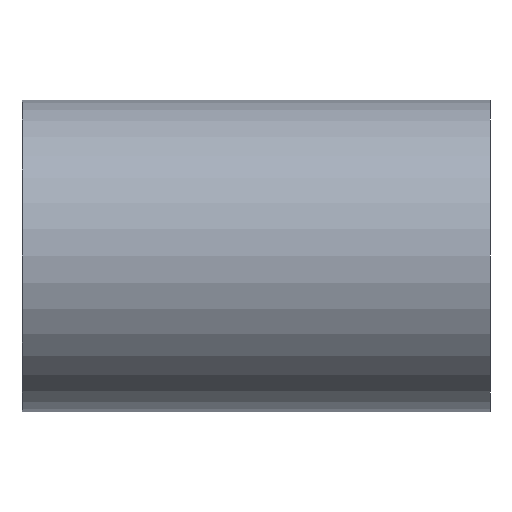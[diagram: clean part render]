
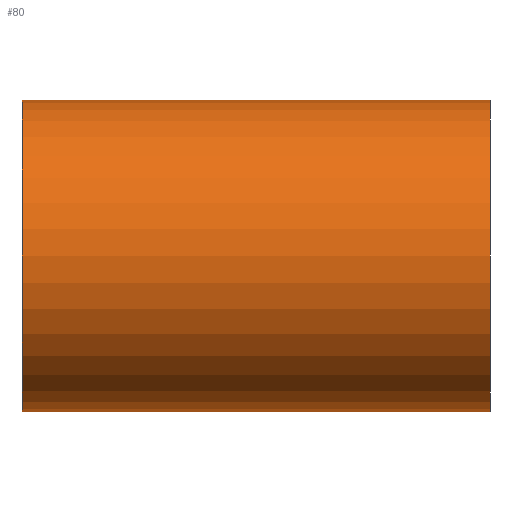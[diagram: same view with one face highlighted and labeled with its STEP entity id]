
A CAD part, front view. The second image highlights one B-rep face of the part: STEP entity #80.
In plain terms, the highlighted cylindrical face has radius 13.65 mm (diameter 27.3 mm), a partial arc.
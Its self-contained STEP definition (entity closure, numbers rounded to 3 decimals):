
#6 = AXIS2_PLACEMENT_3D ( 'NONE', #98, #167, #97 ) ;
#17 = ORIENTED_EDGE ( 'NONE', *, *, #132, .F. ) ;
#18 = EDGE_CURVE ( 'NONE', #106, #74, #145, .T. ) ;
#21 = CARTESIAN_POINT ( 'NONE',  ( 20.5, 0., 0. ) ) ;
#23 = CYLINDRICAL_SURFACE ( 'NONE', #6, 13.65 ) ;
#26 = VECTOR ( 'NONE', #194, 1000. ) ;
#27 = ORIENTED_EDGE ( 'NONE', *, *, #18, .F. ) ;
#31 = CARTESIAN_POINT ( 'NONE',  ( -20.5, 0., -13.65 ) ) ;
#40 = DIRECTION ( 'NONE',  ( 0., 0., 1. ) ) ;
#47 = FACE_OUTER_BOUND ( 'NONE', #178, .T. ) ;
#56 = VECTOR ( 'NONE', #66, 1000. ) ;
#66 = DIRECTION ( 'NONE',  ( -1., 0., 0. ) ) ;
#72 = CARTESIAN_POINT ( 'NONE',  ( -20.5, 0., 0. ) ) ;
#74 = VERTEX_POINT ( 'NONE', #31 ) ;
#80 = ADVANCED_FACE ( 'NONE', ( #47 ), #23, .T. ) ;
#81 = CARTESIAN_POINT ( 'NONE',  ( -20.5, 0., -13.65 ) ) ;
#84 = CARTESIAN_POINT ( 'NONE',  ( 20.5, 0., 13.65 ) ) ;
#90 = CIRCLE ( 'NONE', #174, 13.65 ) ;
#95 = VERTEX_POINT ( 'NONE', #84 ) ;
#97 = DIRECTION ( 'NONE',  ( 0., 0., 1. ) ) ;
#98 = CARTESIAN_POINT ( 'NONE',  ( -20.5, 0., 0. ) ) ;
#104 = CIRCLE ( 'NONE', #122, 13.65 ) ;
#106 = VERTEX_POINT ( 'NONE', #111 ) ;
#108 = EDGE_CURVE ( 'NONE', #106, #95, #90, .T. ) ;
#109 = VERTEX_POINT ( 'NONE', #141 ) ;
#111 = CARTESIAN_POINT ( 'NONE',  ( 20.5, 0., -13.65 ) ) ;
#119 = DIRECTION ( 'NONE',  ( -1., 0., 0. ) ) ;
#121 = EDGE_CURVE ( 'NONE', #95, #109, #127, .T. ) ;
#122 = AXIS2_PLACEMENT_3D ( 'NONE', #72, #119, #40 ) ;
#127 = LINE ( 'NONE', #181, #26 ) ;
#131 = DIRECTION ( 'NONE',  ( -1., 0., 0. ) ) ;
#132 = EDGE_CURVE ( 'NONE', #74, #109, #104, .T. ) ;
#141 = CARTESIAN_POINT ( 'NONE',  ( -20.5, 0., 13.65 ) ) ;
#145 = LINE ( 'NONE', #81, #56 ) ;
#165 = ORIENTED_EDGE ( 'NONE', *, *, #121, .T. ) ;
#167 = DIRECTION ( 'NONE',  ( -1., 0., 0. ) ) ;
#174 = AXIS2_PLACEMENT_3D ( 'NONE', #21, #131, #183 ) ;
#178 = EDGE_LOOP ( 'NONE', ( #27, #197, #165, #17 ) ) ;
#181 = CARTESIAN_POINT ( 'NONE',  ( -20.5, 0., 13.65 ) ) ;
#183 = DIRECTION ( 'NONE',  ( 0., 0., 1. ) ) ;
#194 = DIRECTION ( 'NONE',  ( -1., 0., 0. ) ) ;
#197 = ORIENTED_EDGE ( 'NONE', *, *, #108, .T. ) ;
